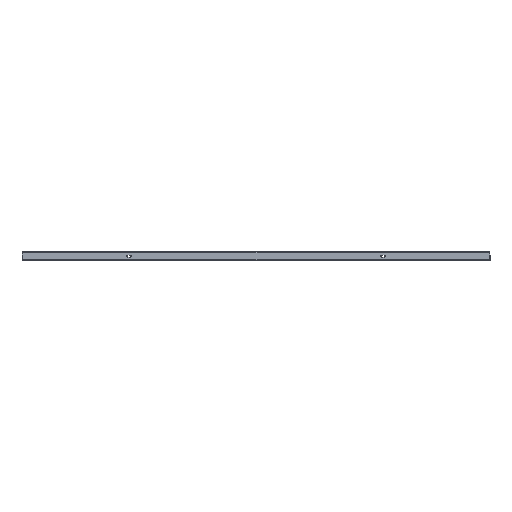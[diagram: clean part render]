
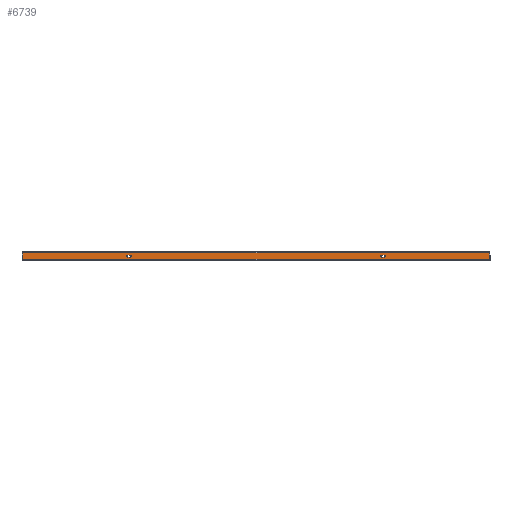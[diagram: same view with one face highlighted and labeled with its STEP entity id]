
A CAD part, left-side view. The second image highlights one B-rep face of the part: STEP entity #6739.
In plain terms, the highlighted planar face has unit normal (-1, 0, 0).
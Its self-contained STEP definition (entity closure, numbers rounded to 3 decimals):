
#148 = VERTEX_POINT ( 'NONE', #9622 ) ;
#461 = CARTESIAN_POINT ( 'NONE',  ( -444., -352.7, -15.5 ) ) ;
#462 = DIRECTION ( 'NONE',  ( 1., 0., 0. ) ) ;
#519 = CARTESIAN_POINT ( 'NONE',  ( -444., -352.7, -10.5 ) ) ;
#781 = CARTESIAN_POINT ( 'NONE',  ( -444., -641.929, -22. ) ) ;
#795 = EDGE_CURVE ( 'NONE', #1639, #3663, #6306, .T. ) ;
#797 = VERTEX_POINT ( 'NONE', #519 ) ;
#914 = EDGE_CURVE ( 'NONE', #148, #7513, #7906, .T. ) ;
#945 = CIRCLE ( 'NONE', #6979, 2.5 ) ;
#1047 = DIRECTION ( 'NONE',  ( 0., 0., -1. ) ) ;
#1174 = VECTOR ( 'NONE', #10020, 1000. ) ;
#1176 = LINE ( 'NONE', #4316, #6442 ) ;
#1624 = CARTESIAN_POINT ( 'NONE',  ( -444., 0., 0. ) ) ;
#1639 = VERTEX_POINT ( 'NONE', #4955 ) ;
#1892 = DIRECTION ( 'NONE',  ( 1., 0., 0. ) ) ;
#1927 = DIRECTION ( 'NONE',  ( 0., -1., 0. ) ) ;
#2142 = CARTESIAN_POINT ( 'NONE',  ( -444., 352.7, -15.5 ) ) ;
#2182 = CARTESIAN_POINT ( 'NONE',  ( -444., 641.929, -4. ) ) ;
#2244 = LINE ( 'NONE', #5647, #4331 ) ;
#2497 = FACE_BOUND ( 'NONE', #7217, .T. ) ;
#2591 = VERTEX_POINT ( 'NONE', #3508 ) ;
#2592 = EDGE_CURVE ( 'NONE', #7513, #9373, #1176, .T. ) ;
#2668 = VECTOR ( 'NONE', #2892, 1000. ) ;
#2748 = EDGE_CURVE ( 'NONE', #6096, #148, #6312, .T. ) ;
#2892 = DIRECTION ( 'NONE',  ( 0., 0., -1. ) ) ;
#2921 = CIRCLE ( 'NONE', #8962, 2.5 ) ;
#3134 = DIRECTION ( 'NONE',  ( 1., 0., 0. ) ) ;
#3456 = CARTESIAN_POINT ( 'NONE',  ( -444., 345.7, -15.5 ) ) ;
#3489 = LINE ( 'NONE', #7592, #10609 ) ;
#3508 = CARTESIAN_POINT ( 'NONE',  ( -444., -641.929, -4. ) ) ;
#3597 = AXIS2_PLACEMENT_3D ( 'NONE', #10543, #3134, #6418 ) ;
#3663 = VERTEX_POINT ( 'NONE', #7155 ) ;
#3699 = ORIENTED_EDGE ( 'NONE', *, *, #8034, .T. ) ;
#3825 = DIRECTION ( 'NONE',  ( 0., 1., 0. ) ) ;
#3870 = EDGE_CURVE ( 'NONE', #6402, #8015, #7467, .T. ) ;
#3936 = VERTEX_POINT ( 'NONE', #8809 ) ;
#4040 = ORIENTED_EDGE ( 'NONE', *, *, #8089, .T. ) ;
#4063 = ORIENTED_EDGE ( 'NONE', *, *, #2748, .T. ) ;
#4316 = CARTESIAN_POINT ( 'NONE',  ( -444., 352.7, -10.5 ) ) ;
#4331 = VECTOR ( 'NONE', #4668, 1000. ) ;
#4376 = VECTOR ( 'NONE', #8806, 1000. ) ;
#4465 = ORIENTED_EDGE ( 'NONE', *, *, #795, .T. ) ;
#4467 = VERTEX_POINT ( 'NONE', #2182 ) ;
#4580 = DIRECTION ( 'NONE',  ( 1., 0., 0. ) ) ;
#4668 = DIRECTION ( 'NONE',  ( 0., -1., 0. ) ) ;
#4672 = EDGE_CURVE ( 'NONE', #2591, #8015, #3489, .T. ) ;
#4765 = FACE_OUTER_BOUND ( 'NONE', #10464, .T. ) ;
#4955 = CARTESIAN_POINT ( 'NONE',  ( -444., -352.7, -15.5 ) ) ;
#4981 = AXIS2_PLACEMENT_3D ( 'NONE', #1624, #8073, #7309 ) ;
#5008 = ORIENTED_EDGE ( 'NONE', *, *, #9114, .F. ) ;
#5143 = DIRECTION ( 'NONE',  ( 0., 0., 1. ) ) ;
#5189 = ORIENTED_EDGE ( 'NONE', *, *, #2592, .T. ) ;
#5267 = CARTESIAN_POINT ( 'NONE',  ( -444., -352.7, -13. ) ) ;
#5579 = EDGE_LOOP ( 'NONE', ( #3699, #9493, #4465, #5728 ) ) ;
#5647 = CARTESIAN_POINT ( 'NONE',  ( -444., -644., -4. ) ) ;
#5728 = ORIENTED_EDGE ( 'NONE', *, *, #6540, .T. ) ;
#6096 = VERTEX_POINT ( 'NONE', #3456 ) ;
#6202 = DIRECTION ( 'NONE',  ( 0., 0., 1. ) ) ;
#6306 = LINE ( 'NONE', #461, #10320 ) ;
#6312 = LINE ( 'NONE', #2142, #4376 ) ;
#6324 = DIRECTION ( 'NONE',  ( 0., -1., 0. ) ) ;
#6379 = CARTESIAN_POINT ( 'NONE',  ( -444., 345.7, -13. ) ) ;
#6402 = VERTEX_POINT ( 'NONE', #9868 ) ;
#6418 = DIRECTION ( 'NONE',  ( 0., 0., -1. ) ) ;
#6440 = PLANE ( 'NONE',  #4981 ) ;
#6442 = VECTOR ( 'NONE', #1927, 1000. ) ;
#6540 = EDGE_CURVE ( 'NONE', #3663, #3936, #2921, .T. ) ;
#6739 = ADVANCED_FACE ( 'NONE', ( #2497, #7362, #4765 ), #6440, .F. ) ;
#6825 = LINE ( 'NONE', #10448, #10620 ) ;
#6826 = CARTESIAN_POINT ( 'NONE',  ( -444., 345.7, -10.5 ) ) ;
#6920 = ORIENTED_EDGE ( 'NONE', *, *, #3870, .T. ) ;
#6932 = ORIENTED_EDGE ( 'NONE', *, *, #4672, .F. ) ;
#6979 = AXIS2_PLACEMENT_3D ( 'NONE', #6379, #4580, #7885 ) ;
#6987 = ORIENTED_EDGE ( 'NONE', *, *, #914, .T. ) ;
#6996 = LINE ( 'NONE', #8620, #2668 ) ;
#7155 = CARTESIAN_POINT ( 'NONE',  ( -444., -345.7, -15.5 ) ) ;
#7217 = EDGE_LOOP ( 'NONE', ( #4063, #6987, #5189, #4040 ) ) ;
#7309 = DIRECTION ( 'NONE',  ( 0., 0., -1. ) ) ;
#7341 = CARTESIAN_POINT ( 'NONE',  ( -444., 352.7, -10.5 ) ) ;
#7362 = FACE_BOUND ( 'NONE', #5579, .T. ) ;
#7382 = EDGE_CURVE ( 'NONE', #797, #1639, #9916, .T. ) ;
#7467 = LINE ( 'NONE', #9451, #1174 ) ;
#7513 = VERTEX_POINT ( 'NONE', #7341 ) ;
#7592 = CARTESIAN_POINT ( 'NONE',  ( -444., -641.929, -2. ) ) ;
#7710 = EDGE_CURVE ( 'NONE', #4467, #6402, #6996, .T. ) ;
#7885 = DIRECTION ( 'NONE',  ( 0., 0., -1. ) ) ;
#7906 = CIRCLE ( 'NONE', #3597, 2.5 ) ;
#8015 = VERTEX_POINT ( 'NONE', #781 ) ;
#8034 = EDGE_CURVE ( 'NONE', #3936, #797, #6825, .T. ) ;
#8073 = DIRECTION ( 'NONE',  ( 1., 0., 0. ) ) ;
#8089 = EDGE_CURVE ( 'NONE', #9373, #6096, #945, .T. ) ;
#8511 = ORIENTED_EDGE ( 'NONE', *, *, #7710, .T. ) ;
#8620 = CARTESIAN_POINT ( 'NONE',  ( -444., 641.929, 0. ) ) ;
#8806 = DIRECTION ( 'NONE',  ( 0., 1., 0. ) ) ;
#8809 = CARTESIAN_POINT ( 'NONE',  ( -444., -345.7, -10.5 ) ) ;
#8962 = AXIS2_PLACEMENT_3D ( 'NONE', #10072, #1892, #5143 ) ;
#9114 = EDGE_CURVE ( 'NONE', #4467, #2591, #2244, .T. ) ;
#9373 = VERTEX_POINT ( 'NONE', #6826 ) ;
#9451 = CARTESIAN_POINT ( 'NONE',  ( -444., 641.929, -22. ) ) ;
#9493 = ORIENTED_EDGE ( 'NONE', *, *, #7382, .T. ) ;
#9622 = CARTESIAN_POINT ( 'NONE',  ( -444., 352.7, -15.5 ) ) ;
#9741 = AXIS2_PLACEMENT_3D ( 'NONE', #5267, #462, #6202 ) ;
#9868 = CARTESIAN_POINT ( 'NONE',  ( -444., 641.929, -22. ) ) ;
#9916 = CIRCLE ( 'NONE', #9741, 2.5 ) ;
#10020 = DIRECTION ( 'NONE',  ( 0., -1., 0. ) ) ;
#10072 = CARTESIAN_POINT ( 'NONE',  ( -444., -345.7, -13. ) ) ;
#10320 = VECTOR ( 'NONE', #3825, 1000. ) ;
#10448 = CARTESIAN_POINT ( 'NONE',  ( -444., -352.7, -10.5 ) ) ;
#10464 = EDGE_LOOP ( 'NONE', ( #6920, #6932, #5008, #8511 ) ) ;
#10543 = CARTESIAN_POINT ( 'NONE',  ( -444., 352.7, -13. ) ) ;
#10609 = VECTOR ( 'NONE', #1047, 1000. ) ;
#10620 = VECTOR ( 'NONE', #6324, 1000. ) ;
